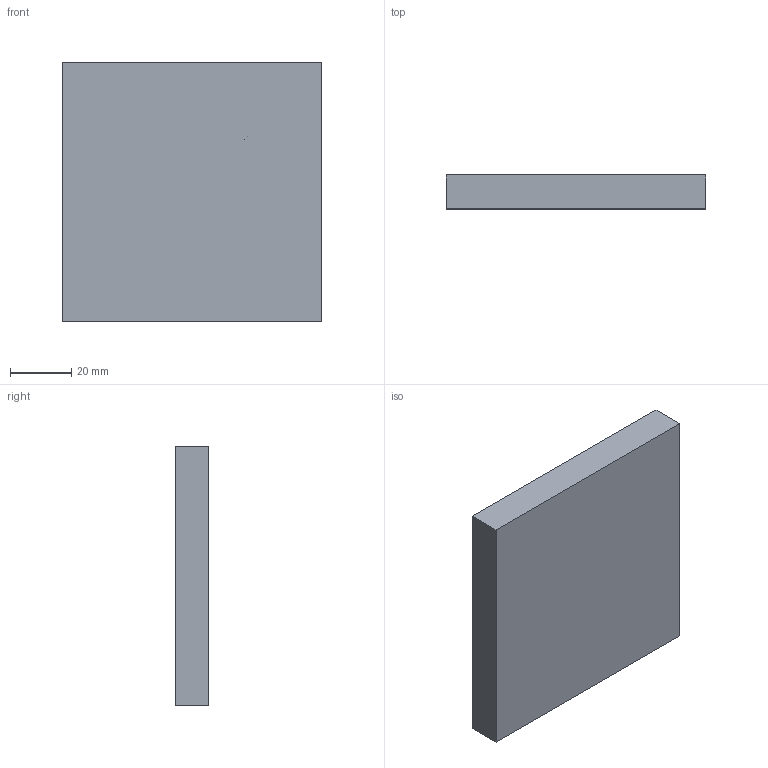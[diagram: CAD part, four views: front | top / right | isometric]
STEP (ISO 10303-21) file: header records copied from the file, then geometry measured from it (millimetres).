
FILE_DESCRIPTION(/* description */ (''),/* implementation_level */ '2;1');
FILE_NAME(/* name */ 'kuluomi v2.step',/* time_stamp */ '2024-11-04T15:58:27+08:00',/* author */ (''),/* organization */ (''),/* preprocessor_version */ 'ST-DEVELOPER v20',/* originating_system */ 'Autodesk Translation Framework v13.20.0.188',/* authorisation */ '');
FILE_SCHEMA (('AUTOMOTIVE_DESIGN { 1 0 10303 214 3 1 1 }'));
Length unit declared in the file: millimetre
Products named in the file (2): kuluomi; 零部件1
Assembly tree (1 placements, depth 2):
  kuluomi
    零部件1
Bounding box: 85 x 11 x 85 mm (x, y, z)
Volume: 36902.6 mm3; surface area: 21329.6 mm2
Topology: 1 solids, 1 shells, 100 faces, 229 edges, 135 vertices
Faces by surface type: plane 47, bspline 47, torus 2, cone 2, cylinder 2
Entity records: 11154 total; most frequent: CARTESIAN_POINT 9203, ORIENTED_EDGE 448, DIRECTION 268, EDGE_CURVE 224, VERTEX_POINT 135, LINE 112, VECTOR 112, EDGE_LOOP 109
